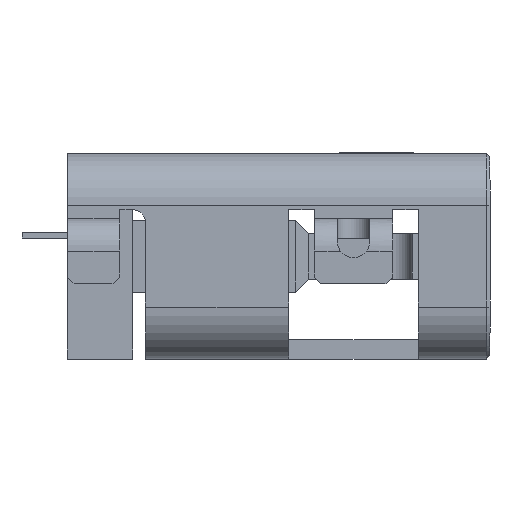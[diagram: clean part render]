
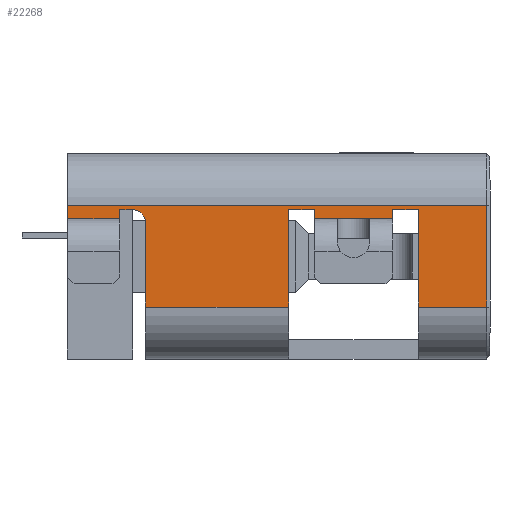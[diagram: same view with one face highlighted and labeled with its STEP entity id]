
A CAD part, left-side view. The second image highlights one B-rep face of the part: STEP entity #22268.
In plain terms, the highlighted planar face has unit normal (-1, 0, 0).
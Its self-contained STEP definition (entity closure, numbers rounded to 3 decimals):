
#36 = CARTESIAN_POINT ( 'NONE',  ( -4.47, -3.55, 3.16 ) ) ;
#622 = EDGE_CURVE ( 'NONE', #15749, #23615, #11781, .T. ) ;
#1171 = VERTEX_POINT ( 'NONE', #18699 ) ;
#1461 = DIRECTION ( 'NONE',  ( 0., 0., -1. ) ) ;
#1850 = VECTOR ( 'NONE', #32135, 1000. ) ;
#1905 = VECTOR ( 'NONE', #5816, 1000. ) ;
#1942 = EDGE_CURVE ( 'NONE', #16871, #28743, #26208, .T. ) ;
#2195 = ORIENTED_EDGE ( 'NONE', *, *, #10988, .T. ) ;
#2249 = DIRECTION ( 'NONE',  ( 0., 1., 0. ) ) ;
#2588 = CARTESIAN_POINT ( 'NONE',  ( -4.47, 2.9, 3.16 ) ) ;
#2874 = CARTESIAN_POINT ( 'NONE',  ( -4.47, 2.9, 2.36 ) ) ;
#3219 = CARTESIAN_POINT ( 'NONE',  ( -4.47, 2.1, 2.16 ) ) ;
#3467 = AXIS2_PLACEMENT_3D ( 'NONE', #13761, #19546, #11060 ) ;
#3738 = CARTESIAN_POINT ( 'NONE',  ( -4.47, 1.7, 2.3 ) ) ;
#4419 = EDGE_CURVE ( 'NONE', #34883, #7071, #28739, .T. ) ;
#4522 = VERTEX_POINT ( 'NONE', #2874 ) ;
#4545 = PLANE ( 'NONE',  #3467 ) ;
#5212 = DIRECTION ( 'NONE',  ( 0., 0., -1. ) ) ;
#5567 = DIRECTION ( 'NONE',  ( 0., 1., 0. ) ) ;
#5599 = LINE ( 'NONE', #2588, #30516 ) ;
#5816 = DIRECTION ( 'NONE',  ( 0., 1., 0. ) ) ;
#6071 = CARTESIAN_POINT ( 'NONE',  ( -4.47, 1.9, 2.3 ) ) ;
#6087 = CARTESIAN_POINT ( 'NONE',  ( -4.47, -2.1, 2.16 ) ) ;
#6308 = ORIENTED_EDGE ( 'NONE', *, *, #622, .T. ) ;
#6783 = LINE ( 'NONE', #17780, #7201 ) ;
#6960 = DIRECTION ( 'NONE',  ( 0., 0., -1. ) ) ;
#7071 = VERTEX_POINT ( 'NONE', #8450 ) ;
#7201 = VECTOR ( 'NONE', #28391, 1000. ) ;
#7332 = LINE ( 'NONE', #23798, #21828 ) ;
#7388 = EDGE_CURVE ( 'NONE', #7071, #19390, #6783, .T. ) ;
#7634 = VERTEX_POINT ( 'NONE', #35046 ) ;
#7644 = CIRCLE ( 'NONE', #32554, 0.2 ) ;
#7925 = ORIENTED_EDGE ( 'NONE', *, *, #26683, .F. ) ;
#8061 = ORIENTED_EDGE ( 'NONE', *, *, #23434, .T. ) ;
#8327 = CARTESIAN_POINT ( 'NONE',  ( -4.47, -0.9, 2.16 ) ) ;
#8450 = CARTESIAN_POINT ( 'NONE',  ( -4.47, -2.5, 0.8 ) ) ;
#8540 = ORIENTED_EDGE ( 'NONE', *, *, #25949, .F. ) ;
#8761 = VERTEX_POINT ( 'NONE', #34539 ) ;
#8769 = VECTOR ( 'NONE', #14636, 1000. ) ;
#9398 = CARTESIAN_POINT ( 'NONE',  ( -4.47, 2.9, 2.16 ) ) ;
#9816 = EDGE_CURVE ( 'NONE', #26116, #8761, #25597, .T. ) ;
#10139 = CARTESIAN_POINT ( 'NONE',  ( -4.47, -3.55, 2.36 ) ) ;
#10531 = EDGE_LOOP ( 'NONE', ( #29796, #10726, #32960, #23114, #7925, #28309, #15822, #29283, #2195, #6308, #8540, #18089, #8061, #12475, #30587, #33000, #14446 ) ) ;
#10726 = ORIENTED_EDGE ( 'NONE', *, *, #33189, .T. ) ;
#10988 = EDGE_CURVE ( 'NONE', #7634, #15749, #25698, .T. ) ;
#11060 = DIRECTION ( 'NONE',  ( 0., 0., 1. ) ) ;
#11082 = CARTESIAN_POINT ( 'NONE',  ( -4.47, -2.5, 2.3 ) ) ;
#11275 = VECTOR ( 'NONE', #21491, 1000. ) ;
#11781 = LINE ( 'NONE', #28071, #8769 ) ;
#12475 = ORIENTED_EDGE ( 'NONE', *, *, #14987, .F. ) ;
#12676 = VECTOR ( 'NONE', #28224, 1000. ) ;
#12800 = VECTOR ( 'NONE', #28710, 1000. ) ;
#13761 = CARTESIAN_POINT ( 'NONE',  ( -4.47, -3.6, 3.16 ) ) ;
#14298 = CARTESIAN_POINT ( 'NONE',  ( -4.47, -2.1, 2.16 ) ) ;
#14446 = ORIENTED_EDGE ( 'NONE', *, *, #4419, .T. ) ;
#14636 = DIRECTION ( 'NONE',  ( 0., -1., 0. ) ) ;
#14744 = EDGE_CURVE ( 'NONE', #34048, #7634, #7644, .T. ) ;
#14966 = LINE ( 'NONE', #34083, #12676 ) ;
#14987 = EDGE_CURVE ( 'NONE', #35008, #30537, #30186, .T. ) ;
#15175 = VECTOR ( 'NONE', #5567, 1000. ) ;
#15749 = VERTEX_POINT ( 'NONE', #33502 ) ;
#15822 = ORIENTED_EDGE ( 'NONE', *, *, #16219, .F. ) ;
#16188 = LINE ( 'NONE', #36, #1850 ) ;
#16219 = EDGE_CURVE ( 'NONE', #34048, #28743, #29326, .T. ) ;
#16871 = VERTEX_POINT ( 'NONE', #31884 ) ;
#17780 = CARTESIAN_POINT ( 'NONE',  ( -4.47, -3.6, 0.8 ) ) ;
#18089 = ORIENTED_EDGE ( 'NONE', *, *, #9816, .F. ) ;
#18536 = CARTESIAN_POINT ( 'NONE',  ( -4.47, 2.1, 2.3 ) ) ;
#18699 = CARTESIAN_POINT ( 'NONE',  ( -4.47, -2.1, 2.3 ) ) ;
#18879 = EDGE_CURVE ( 'NONE', #4522, #19578, #5599, .T. ) ;
#18917 = LINE ( 'NONE', #30076, #1905 ) ;
#19068 = EDGE_CURVE ( 'NONE', #1171, #35008, #24519, .T. ) ;
#19206 = VECTOR ( 'NONE', #1461, 1000. ) ;
#19390 = VERTEX_POINT ( 'NONE', #32263 ) ;
#19546 = DIRECTION ( 'NONE',  ( 1., 0., 0. ) ) ;
#19562 = CARTESIAN_POINT ( 'NONE',  ( -4.47, -2.5, 2.3 ) ) ;
#19578 = VERTEX_POINT ( 'NONE', #9398 ) ;
#19867 = DIRECTION ( 'NONE',  ( 0., 1., 0. ) ) ;
#21491 = DIRECTION ( 'NONE',  ( 0., 0., -1. ) ) ;
#21762 = DIRECTION ( 'NONE',  ( 1., 0., 0. ) ) ;
#21828 = VECTOR ( 'NONE', #5212, 1000. ) ;
#21940 = DIRECTION ( 'NONE',  ( 0., 0., 1. ) ) ;
#22268 = ADVANCED_FACE ( 'NONE', ( #28793 ), #4545, .F. ) ;
#22764 = DIRECTION ( 'NONE',  ( 0., 1., 0. ) ) ;
#23114 = ORIENTED_EDGE ( 'NONE', *, *, #18879, .T. ) ;
#23434 = EDGE_CURVE ( 'NONE', #26116, #30537, #14966, .T. ) ;
#23615 = VERTEX_POINT ( 'NONE', #29808 ) ;
#23720 = CARTESIAN_POINT ( 'NONE',  ( -4.47, 2.1, 2.16 ) ) ;
#23745 = LINE ( 'NONE', #31381, #12800 ) ;
#23798 = CARTESIAN_POINT ( 'NONE',  ( -4.47, -0.5, 2.3 ) ) ;
#24423 = CARTESIAN_POINT ( 'NONE',  ( -4.47, -0.9, 2.3 ) ) ;
#24519 = LINE ( 'NONE', #32488, #11275 ) ;
#24658 = EDGE_CURVE ( 'NONE', #30981, #4522, #23745, .T. ) ;
#25597 = LINE ( 'NONE', #19562, #27152 ) ;
#25698 = LINE ( 'NONE', #3738, #19206 ) ;
#25855 = DIRECTION ( 'NONE',  ( 0., 0., 1. ) ) ;
#25949 = EDGE_CURVE ( 'NONE', #8761, #23615, #7332, .T. ) ;
#26116 = VERTEX_POINT ( 'NONE', #24423 ) ;
#26208 = LINE ( 'NONE', #23720, #29599 ) ;
#26683 = EDGE_CURVE ( 'NONE', #16871, #19578, #32487, .T. ) ;
#26749 = VECTOR ( 'NONE', #6960, 1000. ) ;
#27152 = VECTOR ( 'NONE', #22764, 1000. ) ;
#27467 = VECTOR ( 'NONE', #2249, 1000. ) ;
#28071 = CARTESIAN_POINT ( 'NONE',  ( -4.47, -3.6, 0.8 ) ) ;
#28224 = DIRECTION ( 'NONE',  ( 0., 0., -1. ) ) ;
#28309 = ORIENTED_EDGE ( 'NONE', *, *, #1942, .T. ) ;
#28391 = DIRECTION ( 'NONE',  ( 0., -1., 0. ) ) ;
#28710 = DIRECTION ( 'NONE',  ( 0., 1., 0. ) ) ;
#28739 = LINE ( 'NONE', #34604, #26749 ) ;
#28743 = VERTEX_POINT ( 'NONE', #18536 ) ;
#28793 = FACE_OUTER_BOUND ( 'NONE', #10531, .T. ) ;
#29283 = ORIENTED_EDGE ( 'NONE', *, *, #14744, .T. ) ;
#29326 = LINE ( 'NONE', #31662, #27467 ) ;
#29599 = VECTOR ( 'NONE', #25855, 1000. ) ;
#29796 = ORIENTED_EDGE ( 'NONE', *, *, #7388, .T. ) ;
#29808 = CARTESIAN_POINT ( 'NONE',  ( -4.47, -0.5, 0.8 ) ) ;
#30076 = CARTESIAN_POINT ( 'NONE',  ( -4.47, -2.5, 2.3 ) ) ;
#30186 = LINE ( 'NONE', #6087, #34845 ) ;
#30516 = VECTOR ( 'NONE', #32530, 1000. ) ;
#30537 = VERTEX_POINT ( 'NONE', #8327 ) ;
#30587 = ORIENTED_EDGE ( 'NONE', *, *, #19068, .F. ) ;
#30981 = VERTEX_POINT ( 'NONE', #10139 ) ;
#31381 = CARTESIAN_POINT ( 'NONE',  ( -4.47, 2.9, 2.36 ) ) ;
#31662 = CARTESIAN_POINT ( 'NONE',  ( -4.47, 1.9, 2.3 ) ) ;
#31884 = CARTESIAN_POINT ( 'NONE',  ( -4.47, 2.1, 2.16 ) ) ;
#32135 = DIRECTION ( 'NONE',  ( 0., 0., 1. ) ) ;
#32263 = CARTESIAN_POINT ( 'NONE',  ( -4.47, -3.55, 0.8 ) ) ;
#32487 = LINE ( 'NONE', #3219, #15175 ) ;
#32488 = CARTESIAN_POINT ( 'NONE',  ( -4.47, -2.1, 2.3 ) ) ;
#32530 = DIRECTION ( 'NONE',  ( 0., 0., -1. ) ) ;
#32554 = AXIS2_PLACEMENT_3D ( 'NONE', #32936, #21762, #21940 ) ;
#32936 = CARTESIAN_POINT ( 'NONE',  ( -4.47, 1.9, 2.1 ) ) ;
#32960 = ORIENTED_EDGE ( 'NONE', *, *, #24658, .T. ) ;
#33000 = ORIENTED_EDGE ( 'NONE', *, *, #33733, .F. ) ;
#33189 = EDGE_CURVE ( 'NONE', #19390, #30981, #16188, .T. ) ;
#33502 = CARTESIAN_POINT ( 'NONE',  ( -4.47, 1.7, 0.8 ) ) ;
#33733 = EDGE_CURVE ( 'NONE', #34883, #1171, #18917, .T. ) ;
#34048 = VERTEX_POINT ( 'NONE', #6071 ) ;
#34083 = CARTESIAN_POINT ( 'NONE',  ( -4.47, -0.9, 2.3 ) ) ;
#34539 = CARTESIAN_POINT ( 'NONE',  ( -4.47, -0.5, 2.3 ) ) ;
#34604 = CARTESIAN_POINT ( 'NONE',  ( -4.47, -2.5, 2.3 ) ) ;
#34845 = VECTOR ( 'NONE', #19867, 1000. ) ;
#34883 = VERTEX_POINT ( 'NONE', #11082 ) ;
#35008 = VERTEX_POINT ( 'NONE', #14298 ) ;
#35046 = CARTESIAN_POINT ( 'NONE',  ( -4.47, 1.7, 2.1 ) ) ;
